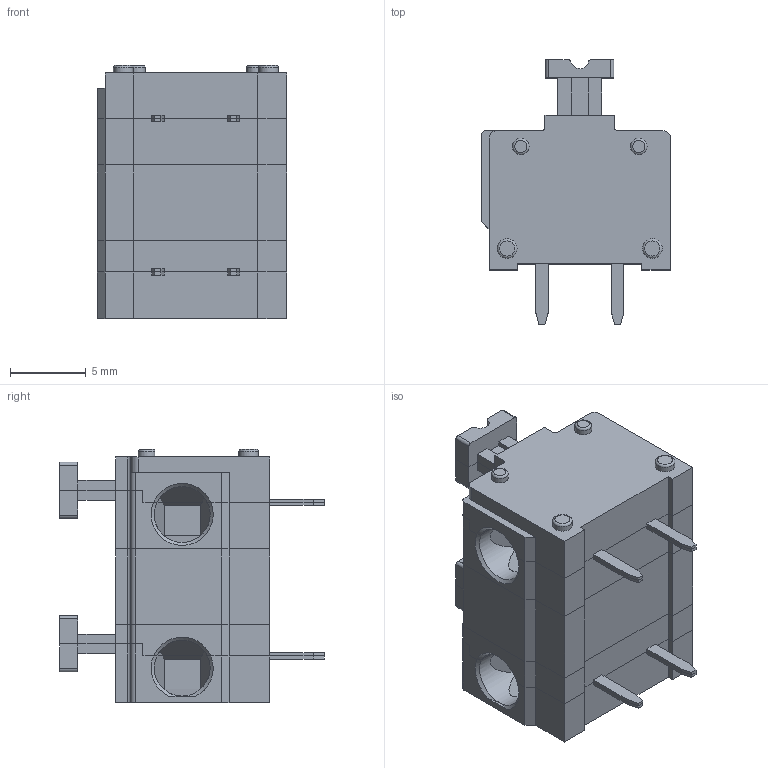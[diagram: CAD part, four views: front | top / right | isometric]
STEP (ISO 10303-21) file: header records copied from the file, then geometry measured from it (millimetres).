
FILE_DESCRIPTION( ( 'Unknown' ), '1' );
FILE_NAME( '691411610002.stp', 'Unknown', ( 'Unknown' ), ( 'Unknown' ), 'PSStep 18.0.17', 'Unknown', ' ' );
FILE_SCHEMA( ( 'AUTOMOTIVE_DESIGN { 1 0 10303 214 1 1 1 1 }' ) );
Length unit declared in the file: millimetre
Products named in the file (6): Assem1; MRT1P10.16_SX; MRT1P10.16_CNT2; MRT1P10.16_CNT4; MRT1P10.16_CNT1; MRT1P10.16_DX
Assembly tree (5 placements, depth 2):
  Assem1
    MRT1P10.16_SX
    MRT1P10.16_CNT2
    MRT1P10.16_CNT4
    MRT1P10.16_CNT1
    MRT1P10.16_DX
Bounding box: 12.5 x 17.5 x 16.74 mm (x, y, z)
Volume: 1765.7 mm3; surface area: 2384.9 mm2
Topology: 5 solids, 5 shells, 293 faces, 805 edges, 531 vertices
Faces by surface type: plane 227, cylinder 53, cone 9, torus 4
Full cylindrical faces by diameter (mm): 1.05 x2, 1.1 x2, 1.25 x2, 1.3 x2
Entity records: 11623 total; most frequent: CARTESIAN_POINT 1661, ORIENTED_EDGE 1578, DIRECTION 1521, EDGE_CURVE 789, LINE 651, VECTOR 651, VERTEX_POINT 531, AXIS2_PLACEMENT_3D 435
